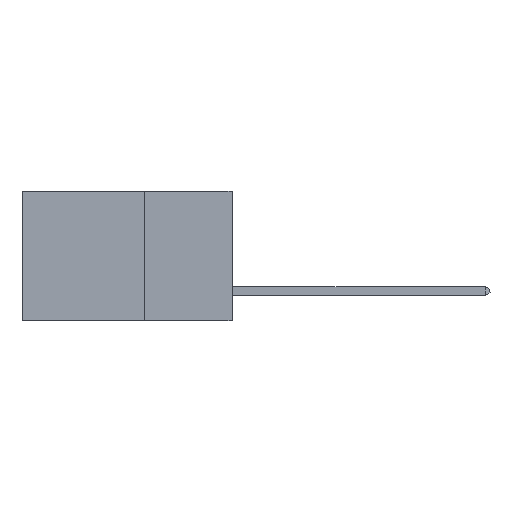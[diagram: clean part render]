
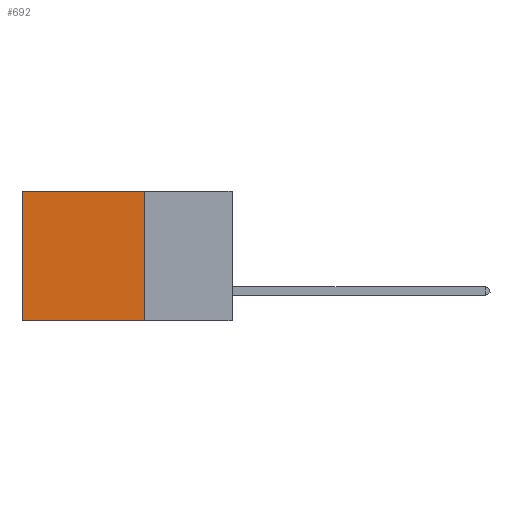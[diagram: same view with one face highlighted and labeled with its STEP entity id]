
A CAD part, left-side view. The second image highlights one B-rep face of the part: STEP entity #692.
In plain terms, the highlighted planar face has unit normal (-1, 0, 0).
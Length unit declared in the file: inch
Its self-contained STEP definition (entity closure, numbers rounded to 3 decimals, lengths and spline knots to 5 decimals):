
#436 = ORIENTED_EDGE ( 'NONE', *, *, #11375, .T. ) ;
#443 = VERTEX_POINT ( 'NONE', #2408 ) ;
#692 = ADVANCED_FACE ( 'NONE', ( #15776 ), #14093, .F. ) ;
#1929 = LINE ( 'NONE', #15499, #12881 ) ;
#2408 = CARTESIAN_POINT ( 'NONE',  ( 0.2875, 0.25, -0.37 ) ) ;
#2556 = EDGE_LOOP ( 'NONE', ( #13368, #7058, #3453, #436 ) ) ;
#3307 = DIRECTION ( 'NONE',  ( 1., 0., 0. ) ) ;
#3342 = DIRECTION ( 'NONE',  ( 0., 0., -1. ) ) ;
#3384 = VECTOR ( 'NONE', #15351, 39.37008 ) ;
#3453 = ORIENTED_EDGE ( 'NONE', *, *, #12852, .F. ) ;
#5390 = DIRECTION ( 'NONE',  ( 0., 1., 0. ) ) ;
#5575 = VERTEX_POINT ( 'NONE', #8658 ) ;
#5841 = VERTEX_POINT ( 'NONE', #6873 ) ;
#6045 = CARTESIAN_POINT ( 'NONE',  ( 0.2875, 0.25, 0. ) ) ;
#6873 = CARTESIAN_POINT ( 'NONE',  ( 0.2875, 0.25, 0. ) ) ;
#7058 = ORIENTED_EDGE ( 'NONE', *, *, #8567, .F. ) ;
#7155 = VERTEX_POINT ( 'NONE', #16292 ) ;
#7391 = LINE ( 'NONE', #6045, #9836 ) ;
#8494 = LINE ( 'NONE', #15079, #3384 ) ;
#8567 = EDGE_CURVE ( 'NONE', #443, #7155, #1929, .T. ) ;
#8598 = AXIS2_PLACEMENT_3D ( 'NONE', #12927, #3307, #13009 ) ;
#8658 = CARTESIAN_POINT ( 'NONE',  ( 0.2875, 0.6, 0. ) ) ;
#9392 = LINE ( 'NONE', #15029, #15017 ) ;
#9836 = VECTOR ( 'NONE', #3342, 39.37008 ) ;
#11375 = EDGE_CURVE ( 'NONE', #5841, #5575, #9392, .T. ) ;
#11711 = EDGE_CURVE ( 'NONE', #5575, #7155, #8494, .T. ) ;
#12852 = EDGE_CURVE ( 'NONE', #5841, #443, #7391, .T. ) ;
#12881 = VECTOR ( 'NONE', #14151, 39.37008 ) ;
#12927 = CARTESIAN_POINT ( 'NONE',  ( 0.2875, 0.25, 0. ) ) ;
#13009 = DIRECTION ( 'NONE',  ( 0., 0., -1. ) ) ;
#13368 = ORIENTED_EDGE ( 'NONE', *, *, #11711, .T. ) ;
#14093 = PLANE ( 'NONE',  #8598 ) ;
#14151 = DIRECTION ( 'NONE',  ( 0., 1., 0. ) ) ;
#15017 = VECTOR ( 'NONE', #5390, 39.37008 ) ;
#15029 = CARTESIAN_POINT ( 'NONE',  ( 0.2875, 0.25, 0. ) ) ;
#15079 = CARTESIAN_POINT ( 'NONE',  ( 0.2875, 0.6, 0. ) ) ;
#15351 = DIRECTION ( 'NONE',  ( 0., 0., -1. ) ) ;
#15499 = CARTESIAN_POINT ( 'NONE',  ( 0.2875, 0.25, -0.37 ) ) ;
#15776 = FACE_OUTER_BOUND ( 'NONE', #2556, .T. ) ;
#16292 = CARTESIAN_POINT ( 'NONE',  ( 0.2875, 0.6, -0.37 ) ) ;
